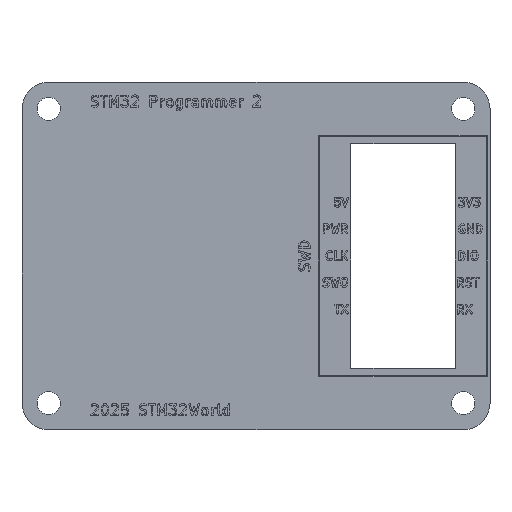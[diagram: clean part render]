
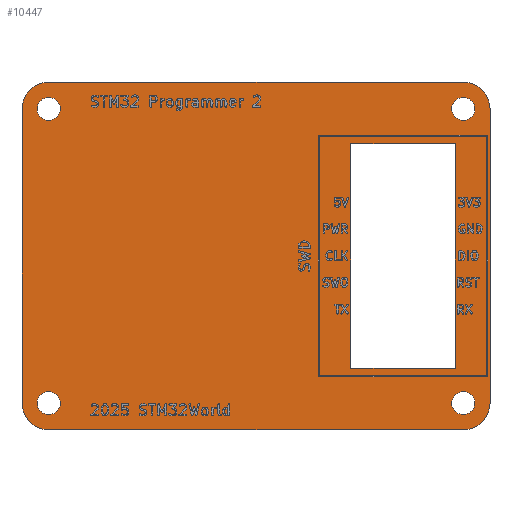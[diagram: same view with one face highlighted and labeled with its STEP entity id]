
A CAD part, top view. The second image highlights one B-rep face of the part: STEP entity #10447.
In plain terms, the highlighted planar face has unit normal (0, 0, 1).
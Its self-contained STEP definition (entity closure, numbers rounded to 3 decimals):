
#10220 = VERTEX_POINT('',#10221);
#10221 = CARTESIAN_POINT('',(143.51,-72.39,1.11));
#10227 = EDGE_CURVE('',#10220,#10228,#10230,.T.);
#10228 = VERTEX_POINT('',#10229);
#10229 = CARTESIAN_POINT('',(146.05,-74.93,1.11));
#10230 = CIRCLE('',#10231,2.54);
#10231 = AXIS2_PLACEMENT_3D('',#10232,#10233,#10234);
#10232 = CARTESIAN_POINT('',(143.51,-74.93,1.11));
#10233 = DIRECTION('',(0.,0.,-1.));
#10234 = DIRECTION('',(0.,1.,0.));
#10262 = VERTEX_POINT('',#10263);
#10263 = CARTESIAN_POINT('',(104.14,-72.39,1.11));
#10269 = EDGE_CURVE('',#10262,#10220,#10270,.T.);
#10270 = LINE('',#10271,#10272);
#10271 = CARTESIAN_POINT('',(104.14,-72.39,1.11));
#10272 = VECTOR('',#10273,1.);
#10273 = DIRECTION('',(1.,0.,0.));
#10291 = EDGE_CURVE('',#10228,#10292,#10294,.T.);
#10292 = VERTEX_POINT('',#10293);
#10293 = CARTESIAN_POINT('',(146.05,-102.87,1.11));
#10294 = LINE('',#10295,#10296);
#10295 = CARTESIAN_POINT('',(146.05,-74.93,1.11));
#10296 = VECTOR('',#10297,1.);
#10297 = DIRECTION('',(0.,-1.,0.));
#10447 = ADVANCED_FACE('',(#10448,#10494,#10505,#10516,#10527,#10561),
  #10572,.T.);
#10448 = FACE_BOUND('',#10449,.T.);
#10449 = EDGE_LOOP('',(#10450,#10451,#10452,#10461,#10469,#10478,#10486,
    #10493));
#10450 = ORIENTED_EDGE('',*,*,#10227,.F.);
#10451 = ORIENTED_EDGE('',*,*,#10269,.F.);
#10452 = ORIENTED_EDGE('',*,*,#10453,.F.);
#10453 = EDGE_CURVE('',#10454,#10262,#10456,.T.);
#10454 = VERTEX_POINT('',#10455);
#10455 = CARTESIAN_POINT('',(101.6,-74.93,1.11));
#10456 = CIRCLE('',#10457,2.54);
#10457 = AXIS2_PLACEMENT_3D('',#10458,#10459,#10460);
#10458 = CARTESIAN_POINT('',(104.14,-74.93,1.11));
#10459 = DIRECTION('',(0.,0.,-1.));
#10460 = DIRECTION('',(-1.,0.,0.));
#10461 = ORIENTED_EDGE('',*,*,#10462,.F.);
#10462 = EDGE_CURVE('',#10463,#10454,#10465,.T.);
#10463 = VERTEX_POINT('',#10464);
#10464 = CARTESIAN_POINT('',(101.6,-102.87,1.11));
#10465 = LINE('',#10466,#10467);
#10466 = CARTESIAN_POINT('',(101.6,-102.87,1.11));
#10467 = VECTOR('',#10468,1.);
#10468 = DIRECTION('',(0.,1.,0.));
#10469 = ORIENTED_EDGE('',*,*,#10470,.F.);
#10470 = EDGE_CURVE('',#10471,#10463,#10473,.T.);
#10471 = VERTEX_POINT('',#10472);
#10472 = CARTESIAN_POINT('',(104.14,-105.41,1.11));
#10473 = CIRCLE('',#10474,2.54);
#10474 = AXIS2_PLACEMENT_3D('',#10475,#10476,#10477);
#10475 = CARTESIAN_POINT('',(104.14,-102.87,1.11));
#10476 = DIRECTION('',(0.,0.,-1.));
#10477 = DIRECTION('',(0.,-1.,-0.));
#10478 = ORIENTED_EDGE('',*,*,#10479,.F.);
#10479 = EDGE_CURVE('',#10480,#10471,#10482,.T.);
#10480 = VERTEX_POINT('',#10481);
#10481 = CARTESIAN_POINT('',(143.51,-105.41,1.11));
#10482 = LINE('',#10483,#10484);
#10483 = CARTESIAN_POINT('',(143.51,-105.41,1.11));
#10484 = VECTOR('',#10485,1.);
#10485 = DIRECTION('',(-1.,0.,0.));
#10486 = ORIENTED_EDGE('',*,*,#10487,.F.);
#10487 = EDGE_CURVE('',#10292,#10480,#10488,.T.);
#10488 = CIRCLE('',#10489,2.54);
#10489 = AXIS2_PLACEMENT_3D('',#10490,#10491,#10492);
#10490 = CARTESIAN_POINT('',(143.51,-102.87,1.11));
#10491 = DIRECTION('',(0.,0.,-1.));
#10492 = DIRECTION('',(1.,0.,0.));
#10493 = ORIENTED_EDGE('',*,*,#10291,.F.);
#10494 = FACE_BOUND('',#10495,.T.);
#10495 = EDGE_LOOP('',(#10496));
#10496 = ORIENTED_EDGE('',*,*,#10497,.T.);
#10497 = EDGE_CURVE('',#10498,#10498,#10500,.T.);
#10498 = VERTEX_POINT('',#10499);
#10499 = CARTESIAN_POINT('',(104.14,-103.97,1.11));
#10500 = CIRCLE('',#10501,1.1);
#10501 = AXIS2_PLACEMENT_3D('',#10502,#10503,#10504);
#10502 = CARTESIAN_POINT('',(104.14,-102.87,1.11));
#10503 = DIRECTION('',(-0.,0.,-1.));
#10504 = DIRECTION('',(-0.,-1.,0.));
#10505 = FACE_BOUND('',#10506,.T.);
#10506 = EDGE_LOOP('',(#10507));
#10507 = ORIENTED_EDGE('',*,*,#10508,.T.);
#10508 = EDGE_CURVE('',#10509,#10509,#10511,.T.);
#10509 = VERTEX_POINT('',#10510);
#10510 = CARTESIAN_POINT('',(143.51,-103.97,1.11));
#10511 = CIRCLE('',#10512,1.1);
#10512 = AXIS2_PLACEMENT_3D('',#10513,#10514,#10515);
#10513 = CARTESIAN_POINT('',(143.51,-102.87,1.11));
#10514 = DIRECTION('',(-0.,0.,-1.));
#10515 = DIRECTION('',(0.,-1.,0.));
#10516 = FACE_BOUND('',#10517,.T.);
#10517 = EDGE_LOOP('',(#10518));
#10518 = ORIENTED_EDGE('',*,*,#10519,.T.);
#10519 = EDGE_CURVE('',#10520,#10520,#10522,.T.);
#10520 = VERTEX_POINT('',#10521);
#10521 = CARTESIAN_POINT('',(104.14,-76.03,1.11));
#10522 = CIRCLE('',#10523,1.1);
#10523 = AXIS2_PLACEMENT_3D('',#10524,#10525,#10526);
#10524 = CARTESIAN_POINT('',(104.14,-74.93,1.11));
#10525 = DIRECTION('',(-0.,0.,-1.));
#10526 = DIRECTION('',(-0.,-1.,0.));
#10527 = FACE_BOUND('',#10528,.T.);
#10528 = EDGE_LOOP('',(#10529,#10539,#10547,#10555));
#10529 = ORIENTED_EDGE('',*,*,#10530,.F.);
#10530 = EDGE_CURVE('',#10531,#10533,#10535,.T.);
#10531 = VERTEX_POINT('',#10532);
#10532 = CARTESIAN_POINT('',(132.842,-99.568,1.11));
#10533 = VERTEX_POINT('',#10534);
#10534 = CARTESIAN_POINT('',(142.748,-99.568,1.11));
#10535 = LINE('',#10536,#10537);
#10536 = CARTESIAN_POINT('',(132.842,-99.568,1.11));
#10537 = VECTOR('',#10538,1.);
#10538 = DIRECTION('',(1.,0.,0.));
#10539 = ORIENTED_EDGE('',*,*,#10540,.F.);
#10540 = EDGE_CURVE('',#10541,#10531,#10543,.T.);
#10541 = VERTEX_POINT('',#10542);
#10542 = CARTESIAN_POINT('',(132.842,-78.232,1.11));
#10543 = LINE('',#10544,#10545);
#10544 = CARTESIAN_POINT('',(132.842,-78.232,1.11));
#10545 = VECTOR('',#10546,1.);
#10546 = DIRECTION('',(0.,-1.,0.));
#10547 = ORIENTED_EDGE('',*,*,#10548,.F.);
#10548 = EDGE_CURVE('',#10549,#10541,#10551,.T.);
#10549 = VERTEX_POINT('',#10550);
#10550 = CARTESIAN_POINT('',(142.748,-78.232,1.11));
#10551 = LINE('',#10552,#10553);
#10552 = CARTESIAN_POINT('',(142.748,-78.232,1.11));
#10553 = VECTOR('',#10554,1.);
#10554 = DIRECTION('',(-1.,0.,0.));
#10555 = ORIENTED_EDGE('',*,*,#10556,.F.);
#10556 = EDGE_CURVE('',#10533,#10549,#10557,.T.);
#10557 = LINE('',#10558,#10559);
#10558 = CARTESIAN_POINT('',(142.748,-99.568,1.11));
#10559 = VECTOR('',#10560,1.);
#10560 = DIRECTION('',(0.,1.,0.));
#10561 = FACE_BOUND('',#10562,.T.);
#10562 = EDGE_LOOP('',(#10563));
#10563 = ORIENTED_EDGE('',*,*,#10564,.T.);
#10564 = EDGE_CURVE('',#10565,#10565,#10567,.T.);
#10565 = VERTEX_POINT('',#10566);
#10566 = CARTESIAN_POINT('',(143.51,-76.03,1.11));
#10567 = CIRCLE('',#10568,1.1);
#10568 = AXIS2_PLACEMENT_3D('',#10569,#10570,#10571);
#10569 = CARTESIAN_POINT('',(143.51,-74.93,1.11));
#10570 = DIRECTION('',(-0.,0.,-1.));
#10571 = DIRECTION('',(0.,-1.,0.));
#10572 = PLANE('',#10573);
#10573 = AXIS2_PLACEMENT_3D('',#10574,#10575,#10576);
#10574 = CARTESIAN_POINT('',(0.,0.,1.11));
#10575 = DIRECTION('',(0.,0.,1.));
#10576 = DIRECTION('',(1.,0.,-0.));
